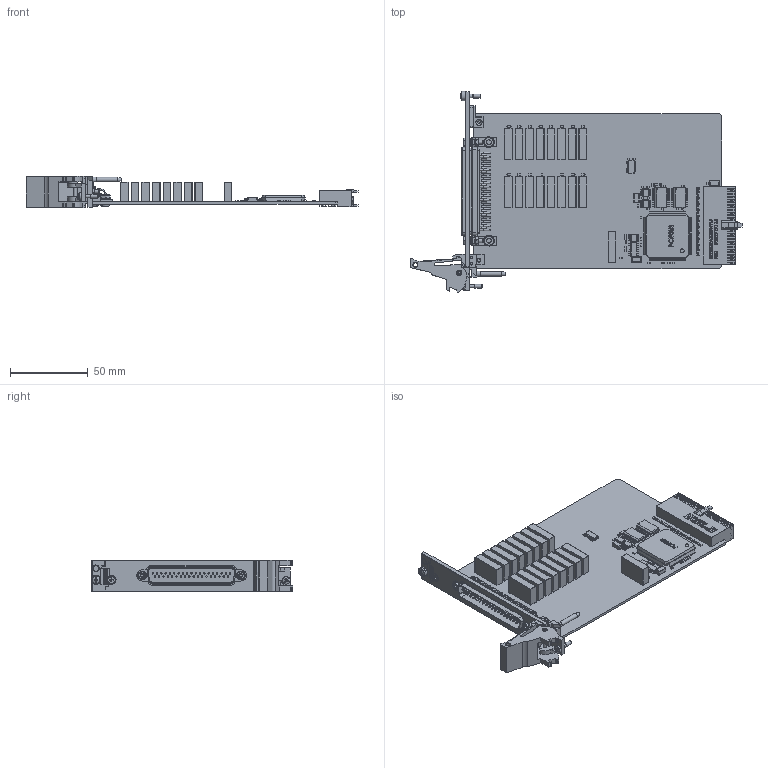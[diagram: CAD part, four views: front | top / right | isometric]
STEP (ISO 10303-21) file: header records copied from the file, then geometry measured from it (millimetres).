
FILE_DESCRIPTION (( 'STEP AP214' ), '1' );
FILE_NAME ('40-137-001 PXI 16xSPST Relay 5A Switch-Carry.STEP', '2013-08-21T12:53:04', ( 'admin' ), ( '' ), 'SwSTEP 2.0', 'SolidWorks 2012', '' );
FILE_SCHEMA (( 'AUTOMOTIVE_DESIGN' ));
Length unit declared in the file: millimetre
Products named in the file (1): 40-137-001 PXI 16xSPST Relay 5A Switch-Carry
Bounding box: 214.01 x 129.67 x 20 mm (x, y, z)
Surface area: 73793.3 mm2 (no closed solid volume)
Topology: 0 solids, 627 shells, 3211 faces, 12570 edges, 9673 vertices
Faces by surface type: plane 2276, cylinder 809, torus 60, cone 36, bspline 16, sphere 14
Full cylindrical faces by diameter (mm): 0.5 x2, 0.6 x110, 0.7 x5, 0.8 x16, 0.9 x111, 1 x67, 1.2 x28, 1.496 x2, 2 x6, 2.05 x3, 2.497 x1, 2.5 x5, 2.7 x1, 2.8 x1, 2.9 x2, 3 x5, 4.35 x1, 4.7 x1, 4.85 x2, 5 x1, 5.2 x2, 5.3 x1, 5.7 x2, 5.9 x1, 6 x1, 6.8 x2
Entity records: 169268 total; most frequent: CARTESIAN_POINT 34314, DIRECTION 20093, ORIENTED_EDGE 16097, EDGE_CURVE 11894, VERTEX_POINT 9469, VECTOR 8829, LINE 8829, AXIS2_PLACEMENT_3D 5632
